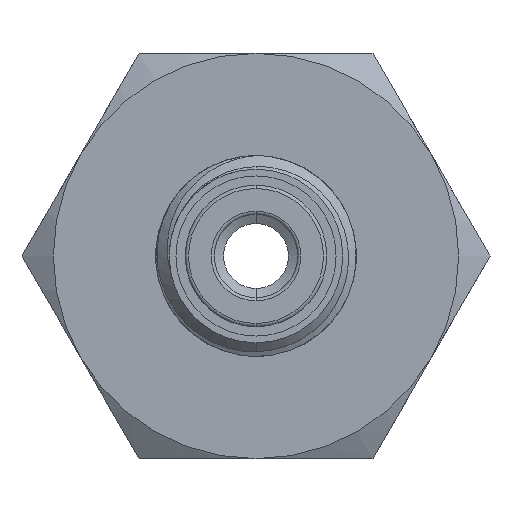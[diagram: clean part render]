
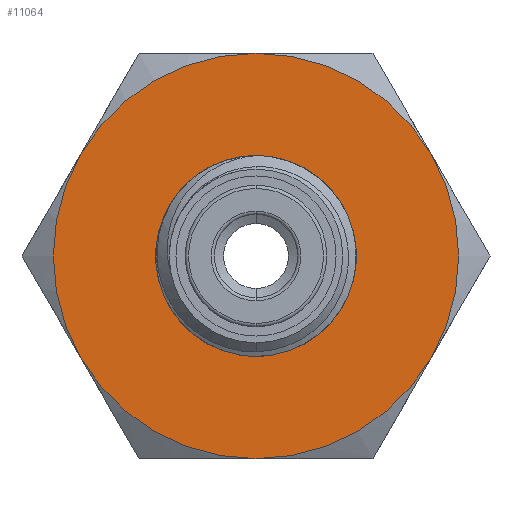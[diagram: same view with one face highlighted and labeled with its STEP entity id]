
A CAD part, left-side view. The second image highlights one B-rep face of the part: STEP entity #11064.
In plain terms, the highlighted planar face has unit normal (-1, 0, 0).
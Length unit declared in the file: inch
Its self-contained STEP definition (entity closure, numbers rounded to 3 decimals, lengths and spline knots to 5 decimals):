
#143 = DIRECTION ( 'NONE',  ( 0., 0., 1. ) ) ;
#273 = VERTEX_POINT ( 'NONE', #5455 ) ;
#545 = VERTEX_POINT ( 'NONE', #1020 ) ;
#601 = CARTESIAN_POINT ( 'NONE',  ( -0.38, 0., 0. ) ) ;
#702 = ORIENTED_EDGE ( 'NONE', *, *, #3197, .F. ) ;
#808 = CARTESIAN_POINT ( 'NONE',  ( -0.38, 0., -0.5625 ) ) ;
#1020 = CARTESIAN_POINT ( 'NONE',  ( -0.38, 0., 0.5625 ) ) ;
#1156 = AXIS2_PLACEMENT_3D ( 'NONE', #9222, #3071, #143 ) ;
#1171 = VERTEX_POINT ( 'NONE', #3134 ) ;
#1553 = AXIS2_PLACEMENT_3D ( 'NONE', #7490, #10502, #3532 ) ;
#1573 = DIRECTION ( 'NONE',  ( 1., 0., 0. ) ) ;
#1966 = VERTEX_POINT ( 'NONE', #7069 ) ;
#2144 = PLANE ( 'NONE',  #5174 ) ;
#2344 = DIRECTION ( 'NONE',  ( 1., 0., 0. ) ) ;
#2781 = DIRECTION ( 'NONE',  ( 0., 0., -1. ) ) ;
#2807 = DIRECTION ( 'NONE',  ( 0., 0., 1. ) ) ;
#3026 = EDGE_CURVE ( 'NONE', #9304, #273, #3084, .T. ) ;
#3071 = DIRECTION ( 'NONE',  ( 1., 0., 0. ) ) ;
#3084 = CIRCLE ( 'NONE', #3880, 0.5625 ) ;
#3134 = CARTESIAN_POINT ( 'NONE',  ( -0.38, 0.48714, -0.28125 ) ) ;
#3188 = AXIS2_PLACEMENT_3D ( 'NONE', #11846, #11742, #2781 ) ;
#3197 = EDGE_CURVE ( 'NONE', #4174, #545, #5100, .T. ) ;
#3500 = CIRCLE ( 'NONE', #7547, 0.5625 ) ;
#3532 = DIRECTION ( 'NONE',  ( 0., 0., 1. ) ) ;
#3880 = AXIS2_PLACEMENT_3D ( 'NONE', #11481, #1573, #10410 ) ;
#3920 = EDGE_CURVE ( 'NONE', #1171, #4174, #7106, .T. ) ;
#4074 = CIRCLE ( 'NONE', #3188, 0.26325 ) ;
#4174 = VERTEX_POINT ( 'NONE', #11243 ) ;
#4550 = DIRECTION ( 'NONE',  ( 1., 0., 0. ) ) ;
#4889 = EDGE_CURVE ( 'NONE', #273, #12346, #7250, .T. ) ;
#5100 = CIRCLE ( 'NONE', #1156, 0.5625 ) ;
#5174 = AXIS2_PLACEMENT_3D ( 'NONE', #6056, #9121, #9206 ) ;
#5455 = CARTESIAN_POINT ( 'NONE',  ( -0.38, -0.48714, -0.28125 ) ) ;
#5513 = EDGE_CURVE ( 'NONE', #545, #9304, #3500, .T. ) ;
#5890 = CARTESIAN_POINT ( 'NONE',  ( -0.38, 0., 0. ) ) ;
#6004 = ORIENTED_EDGE ( 'NONE', *, *, #3026, .F. ) ;
#6056 = CARTESIAN_POINT ( 'NONE',  ( -0.38, 0.26325, 0. ) ) ;
#6408 = FACE_BOUND ( 'NONE', #6952, .T. ) ;
#6429 = EDGE_LOOP ( 'NONE', ( #11966, #702, #12957, #7338, #6957, #6004 ) ) ;
#6878 = DIRECTION ( 'NONE',  ( 0., 0., 1. ) ) ;
#6952 = EDGE_LOOP ( 'NONE', ( #8984, #11692 ) ) ;
#6957 = ORIENTED_EDGE ( 'NONE', *, *, #4889, .F. ) ;
#7069 = CARTESIAN_POINT ( 'NONE',  ( -0.38, 0., -0.26325 ) ) ;
#7106 = CIRCLE ( 'NONE', #12368, 0.5625 ) ;
#7250 = CIRCLE ( 'NONE', #1553, 0.5625 ) ;
#7338 = ORIENTED_EDGE ( 'NONE', *, *, #7696, .F. ) ;
#7490 = CARTESIAN_POINT ( 'NONE',  ( -0.38, 0., 0. ) ) ;
#7547 = AXIS2_PLACEMENT_3D ( 'NONE', #5890, #8911, #6878 ) ;
#7696 = EDGE_CURVE ( 'NONE', #12346, #1171, #11455, .T. ) ;
#8300 = CARTESIAN_POINT ( 'NONE',  ( -0.38, 0., 0. ) ) ;
#8882 = DIRECTION ( 'NONE',  ( 1., 0., 0. ) ) ;
#8911 = DIRECTION ( 'NONE',  ( 1., 0., 0. ) ) ;
#8984 = ORIENTED_EDGE ( 'NONE', *, *, #12176, .T. ) ;
#9002 = EDGE_CURVE ( 'NONE', #12186, #1966, #9415, .T. ) ;
#9121 = DIRECTION ( 'NONE',  ( -1., 0., 0. ) ) ;
#9206 = DIRECTION ( 'NONE',  ( 0., 0., 1. ) ) ;
#9222 = CARTESIAN_POINT ( 'NONE',  ( -0.38, 0., 0. ) ) ;
#9304 = VERTEX_POINT ( 'NONE', #9524 ) ;
#9415 = CIRCLE ( 'NONE', #9851, 0.26325 ) ;
#9524 = CARTESIAN_POINT ( 'NONE',  ( -0.38, -0.48714, 0.28125 ) ) ;
#9851 = AXIS2_PLACEMENT_3D ( 'NONE', #8300, #2344, #12239 ) ;
#10410 = DIRECTION ( 'NONE',  ( 0., 0., 1. ) ) ;
#10502 = DIRECTION ( 'NONE',  ( 1., 0., 0. ) ) ;
#11064 = ADVANCED_FACE ( 'NONE', ( #11925, #6408 ), #2144, .T. ) ;
#11243 = CARTESIAN_POINT ( 'NONE',  ( -0.38, 0.48714, 0.28125 ) ) ;
#11455 = CIRCLE ( 'NONE', #12861, 0.5625 ) ;
#11481 = CARTESIAN_POINT ( 'NONE',  ( -0.38, 0., 0. ) ) ;
#11692 = ORIENTED_EDGE ( 'NONE', *, *, #9002, .T. ) ;
#11742 = DIRECTION ( 'NONE',  ( 1., 0., 0. ) ) ;
#11846 = CARTESIAN_POINT ( 'NONE',  ( -0.38, 0., 0. ) ) ;
#11925 = FACE_OUTER_BOUND ( 'NONE', #6429, .T. ) ;
#11966 = ORIENTED_EDGE ( 'NONE', *, *, #5513, .F. ) ;
#12176 = EDGE_CURVE ( 'NONE', #1966, #12186, #4074, .T. ) ;
#12186 = VERTEX_POINT ( 'NONE', #12901 ) ;
#12239 = DIRECTION ( 'NONE',  ( 0., 0., -1. ) ) ;
#12346 = VERTEX_POINT ( 'NONE', #808 ) ;
#12368 = AXIS2_PLACEMENT_3D ( 'NONE', #12831, #8882, #2807 ) ;
#12587 = DIRECTION ( 'NONE',  ( 0., 0., -1. ) ) ;
#12831 = CARTESIAN_POINT ( 'NONE',  ( -0.38, 0., 0. ) ) ;
#12861 = AXIS2_PLACEMENT_3D ( 'NONE', #601, #4550, #12587 ) ;
#12901 = CARTESIAN_POINT ( 'NONE',  ( -0.38, 0., 0.26325 ) ) ;
#12957 = ORIENTED_EDGE ( 'NONE', *, *, #3920, .F. ) ;
